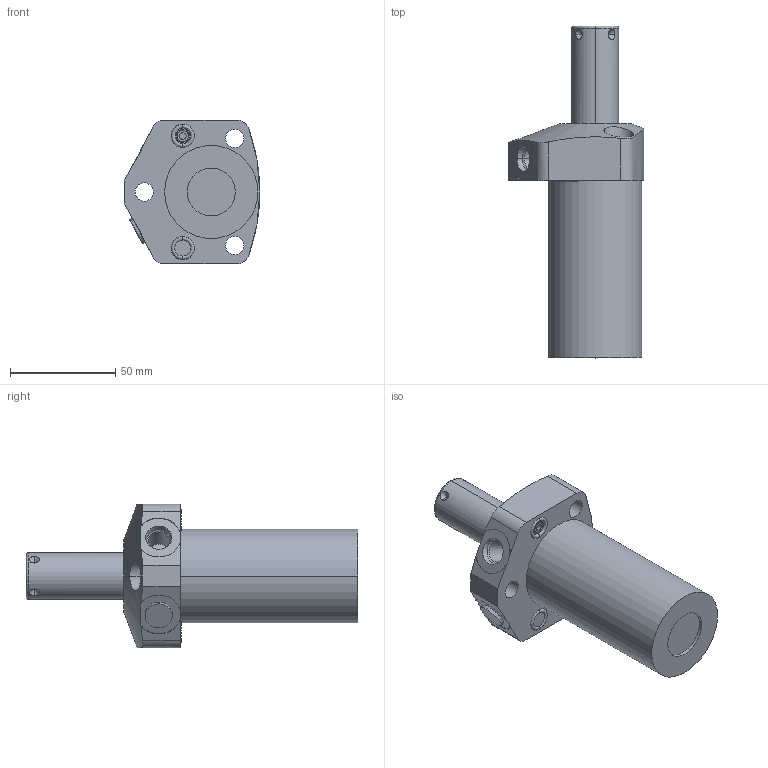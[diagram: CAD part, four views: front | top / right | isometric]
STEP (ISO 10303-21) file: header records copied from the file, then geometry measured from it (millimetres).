
FILE_DESCRIPTION((''),'2;1');
FILE_NAME('ILC25611300','2021-06-02T',('Asawyer'),(''),'PRO/ENGINEER BY PARAMETRIC TECHNOLOGY CORPORATION, 2013320','PRO/ENGINEER BY PARAMETRIC TECHNOLOGY CORPORATION, 2013320','');
FILE_SCHEMA(('CONFIG_CONTROL_DESIGN'));
Length unit declared in the file: inch
Products named in the file (1): ILC25611300
Bounding box: 64.29 x 157.35 x 68.22 mm (x, y, z)
Volume: 223696.3 mm3; surface area: 33558.9 mm2
Topology: 1 solids, 4 shells, 131 faces, 293 edges, 183 vertices
Faces by surface type: cylinder 59, plane 36, cone 28, torus 8
Entity records: 3873 total; most frequent: CARTESIAN_POINT 877, DIRECTION 660, ORIENTED_EDGE 562, EDGE_CURVE 283, AXIS2_PLACEMENT_3D 279, VERTEX_POINT 183, EDGE_LOOP 162, CIRCLE 147
